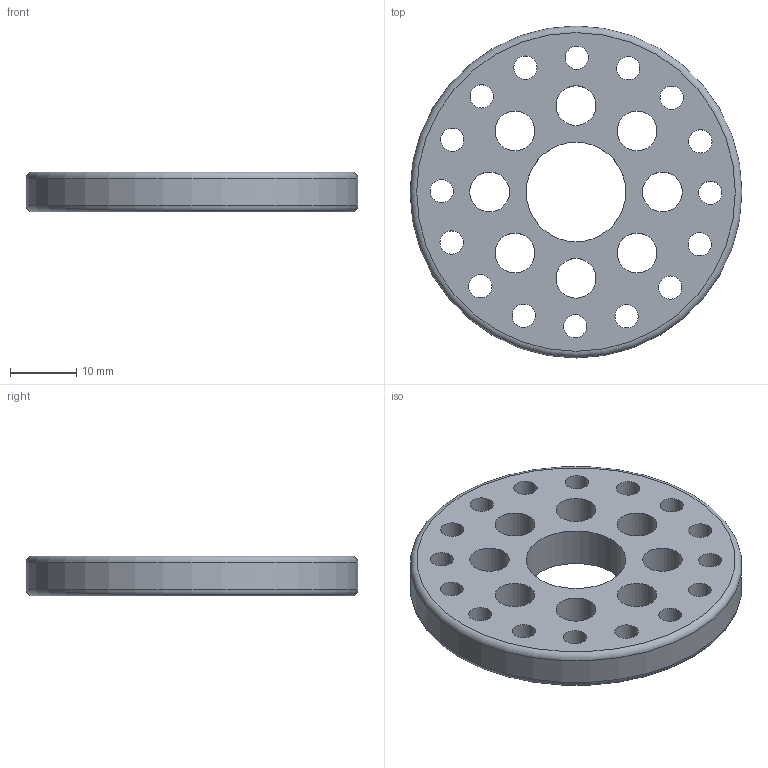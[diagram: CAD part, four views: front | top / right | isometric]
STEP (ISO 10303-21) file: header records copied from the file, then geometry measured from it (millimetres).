
FILE_DESCRIPTION(/* description */ ('','CAx-IF Rec.Pracs.---Representation and Presentation of Product Manufacturing Information (PMI)---4.0---2014-10-13'),/* implementation_level */ '2;1');
FILE_NAME(/* name */ '',/* time_stamp */ '2025-01-12T20:24:04+08:00',/* author */ (''),/* organization */ (''),/* preprocessor_version */ 'ST-DEVELOPER v20',/* originating_system */ 'Autodesk Translation Framework v13.20.0.188',/* authorisation */ '');
FILE_SCHEMA (('AP242_MANAGED_MODEL_BASED_3D_ENGINEERING_MIM_LF { 1 0 10303 442 1 1 4 }'));
Length unit declared in the file: millimetre
Products named in the file (1): 地网盘small
Bounding box: 50 x 50 x 6 mm (x, y, z)
Volume: 8373.1 mm3; surface area: 5863.1 mm2
Topology: 1 solids, 1 shells, 30 faces, 82 edges, 54 vertices
Faces by surface type: cylinder 26, torus 2, plane 2
Full cylindrical faces by diameter (mm): 3.5 x16, 6 x8, 15 x1, 50 x1
Entity records: 1119 total; most frequent: DIRECTION 200, CARTESIAN_POINT 167, ORIENTED_EDGE 164, AXIS2_PLACEMENT_3D 87, EDGE_CURVE 82, EDGE_LOOP 80, CIRCLE 56, VERTEX_POINT 54
